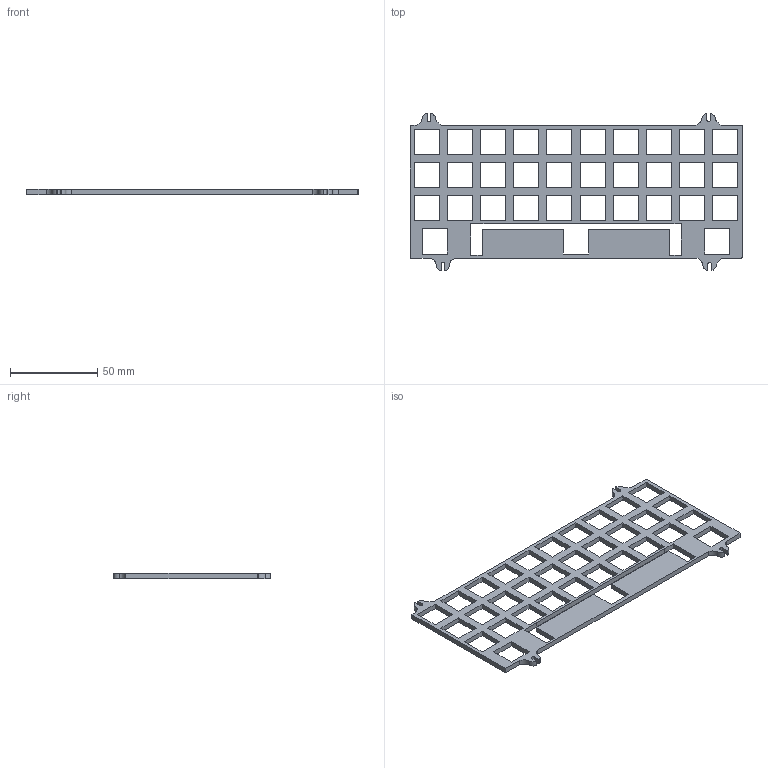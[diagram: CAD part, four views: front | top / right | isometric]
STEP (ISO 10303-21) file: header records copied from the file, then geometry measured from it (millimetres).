
FILE_DESCRIPTION(/* description */ ('','CAx-IF Rec.Pracs.---Representation and Presentation of Product Manufacturing Information (PMI)---4.0---2014-10-13'),/* implementation_level */ '2;1');
FILE_NAME(/* name */ '7U plate 3mm plate.step',/* time_stamp */ '2024-12-05T10:21:53+02:00',/* author */ (''),/* organization */ (''),/* preprocessor_version */ 'ST-DEVELOPER v20',/* originating_system */ 'Autodesk Translation Framework v13.20.0.188',/* authorisation */ '');
FILE_SCHEMA (('AP242_MANAGED_MODEL_BASED_3D_ENGINEERING_MIM_LF { 1 0 10303 442 1 1 4 }'));
Length unit declared in the file: millimetre
Products named in the file (1): 7U plate 3mm plate
Bounding box: 190.5 x 90.25 x 3 mm (x, y, z)
Volume: 21826.2 mm3; surface area: 22881.7 mm2
Topology: 1 solids, 1 shells, 193 faces, 573 edges, 382 vertices
Faces by surface type: plane 161, cylinder 24, bspline 8
Entity records: 6916 total; most frequent: CARTESIAN_POINT 1605, ORIENTED_EDGE 1146, DIRECTION 977, EDGE_CURVE 573, LINE 509, VECTOR 509, VERTEX_POINT 382, EDGE_LOOP 259
